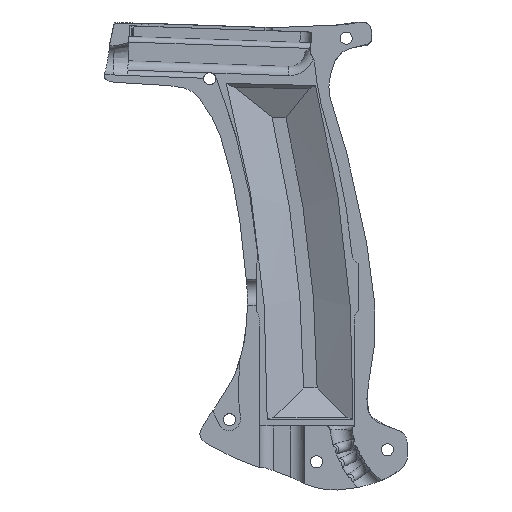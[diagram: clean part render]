
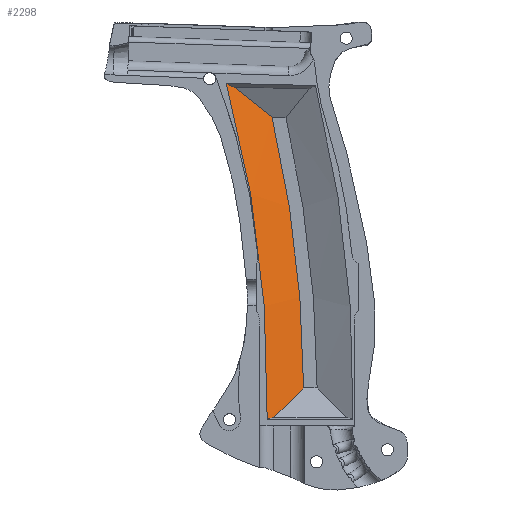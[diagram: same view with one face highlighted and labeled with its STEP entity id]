
A CAD part, top view. The second image highlights one B-rep face of the part: STEP entity #2298.
In plain terms, the highlighted conical face has half-angle 60.642 degrees and reference radius 325.879 mm.
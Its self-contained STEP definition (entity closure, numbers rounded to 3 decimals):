
#15=CONICAL_SURFACE('',#2492,325.879,1.058);
#23=(
BOUNDED_CURVE()
B_SPLINE_CURVE(2,(#4092,#4093,#4094),.UNSPECIFIED.,.F.,.F.)
B_SPLINE_CURVE_WITH_KNOTS((3,3),(0.818,2.034),
 .UNSPECIFIED.)
CURVE()
GEOMETRIC_REPRESENTATION_ITEM()
RATIONAL_B_SPLINE_CURVE((1.,1.,1.))
REPRESENTATION_ITEM('')
);
#25=(
BOUNDED_CURVE()
B_SPLINE_CURVE(2,(#4109,#4110,#4111),.UNSPECIFIED.,.F.,.F.)
B_SPLINE_CURVE_WITH_KNOTS((3,3),(1.38,2.764),
 .UNSPECIFIED.)
CURVE()
GEOMETRIC_REPRESENTATION_ITEM()
RATIONAL_B_SPLINE_CURVE((1.,1.,1.))
REPRESENTATION_ITEM('')
);
#26=(
BOUNDED_CURVE()
B_SPLINE_CURVE(2,(#4530,#4531,#4532),.UNSPECIFIED.,.F.,.F.)
B_SPLINE_CURVE_WITH_KNOTS((3,3),(0.797,1.05),
 .UNSPECIFIED.)
CURVE()
GEOMETRIC_REPRESENTATION_ITEM()
RATIONAL_B_SPLINE_CURVE((1.,1.,1.))
REPRESENTATION_ITEM('')
);
#28=(
BOUNDED_CURVE()
B_SPLINE_CURVE(2,(#4539,#4540,#4541),.UNSPECIFIED.,.F.,.F.)
B_SPLINE_CURVE_WITH_KNOTS((3,3),(0.805,1.014),
 .UNSPECIFIED.)
CURVE()
GEOMETRIC_REPRESENTATION_ITEM()
RATIONAL_B_SPLINE_CURVE((1.,1.,1.))
REPRESENTATION_ITEM('')
);
#172=FACE_OUTER_BOUND('',#307,.T.);
#307=EDGE_LOOP('',(#1715,#1716,#1717,#1718,#1719,#1720));
#656=CIRCLE('',#2431,329.879);
#690=CIRCLE('',#2493,320.101);
#934=VERTEX_POINT('',#4089);
#935=VERTEX_POINT('',#4091);
#937=VERTEX_POINT('',#4099);
#939=VERTEX_POINT('',#4107);
#999=VERTEX_POINT('',#4527);
#1001=VERTEX_POINT('',#4537);
#1189=EDGE_CURVE('',#934,#935,#23,.F.);
#1193=EDGE_CURVE('',#934,#937,#656,.T.);
#1196=EDGE_CURVE('',#937,#939,#25,.F.);
#1281=EDGE_CURVE('',#939,#999,#26,.T.);
#1283=EDGE_CURVE('',#1001,#999,#690,.T.);
#1284=EDGE_CURVE('',#935,#1001,#28,.F.);
#1715=ORIENTED_EDGE('',*,*,#1283,.F.);
#1716=ORIENTED_EDGE('',*,*,#1284,.F.);
#1717=ORIENTED_EDGE('',*,*,#1189,.F.);
#1718=ORIENTED_EDGE('',*,*,#1193,.T.);
#1719=ORIENTED_EDGE('',*,*,#1196,.T.);
#1720=ORIENTED_EDGE('',*,*,#1281,.T.);
#2298=ADVANCED_FACE('',(#172),#15,.T.);
#2431=AXIS2_PLACEMENT_3D('',#4101,#2676,#2677);
#2492=AXIS2_PLACEMENT_3D('',#4536,#2837,#2838);
#2493=AXIS2_PLACEMENT_3D('',#4538,#2839,#2840);
#2676=DIRECTION('center_axis',(0.,0.,
1.));
#2677=DIRECTION('ref_axis',(1.,-0.021,0.));
#2837=DIRECTION('center_axis',(0.,0.,-1.));
#2838=DIRECTION('ref_axis',(1.,-0.021,0.));
#2839=DIRECTION('center_axis',(0.,0.,
1.));
#2840=DIRECTION('ref_axis',(1.,-0.021,0.));
#4089=CARTESIAN_POINT('',(-1.726,-10.358,30.35));
#4091=CARTESIAN_POINT('',(-9.792,-18.358,34.85));
#4092=CARTESIAN_POINT('Ctrl Pts',(-9.792,-18.358,34.85));
#4093=CARTESIAN_POINT('Ctrl Pts',(-5.759,-14.407,32.628));
#4094=CARTESIAN_POINT('Ctrl Pts',(-1.726,-10.358,30.35));
#4099=CARTESIAN_POINT('',(-10.256,62.847,30.35));
#4101=CARTESIAN_POINT('Origin',(-331.602,-11.694,30.35));
#4107=CARTESIAN_POINT('',(-20.551,71.089,34.85));
#4109=CARTESIAN_POINT('Ctrl Pts',(-20.551,71.089,34.85));
#4110=CARTESIAN_POINT('Ctrl Pts',(-15.402,67.035,32.638));
#4111=CARTESIAN_POINT('Ctrl Pts',(-10.256,62.847,30.35));
#4527=CARTESIAN_POINT('',(-22.657,72.076,35.85));
#4530=CARTESIAN_POINT('Ctrl Pts',(-20.551,71.089,34.85));
#4531=CARTESIAN_POINT('Ctrl Pts',(-21.606,71.584,35.352));
#4532=CARTESIAN_POINT('Ctrl Pts',(-22.657,72.076,35.85));
#4536=CARTESIAN_POINT('Origin',(-331.602,-11.694,32.6));
#4537=CARTESIAN_POINT('',(-11.58,-18.795,35.85));
#4538=CARTESIAN_POINT('Origin',(-331.602,-11.694,35.85));
#4539=CARTESIAN_POINT('Ctrl Pts',(-11.58,-18.795,35.85));
#4540=CARTESIAN_POINT('Ctrl Pts',(-10.688,-18.577,35.351));
#4541=CARTESIAN_POINT('Ctrl Pts',(-9.792,-18.358,34.85));
